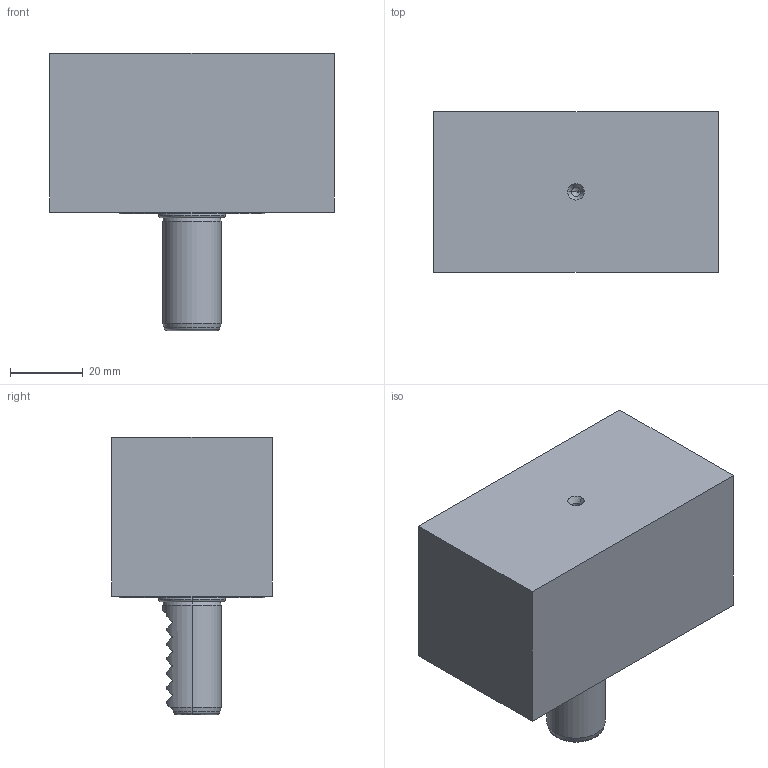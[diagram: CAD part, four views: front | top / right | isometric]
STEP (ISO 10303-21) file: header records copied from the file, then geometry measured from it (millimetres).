
FILE_DESCRIPTION (( 'STEP AP203' ), '1' );
FILE_NAME ('A1-16X44 ASSY.STEP', '2019-10-04T06:24:09', ( '' ), ( '' ), 'SwSTEP 2.0', 'SolidWorks 2017', '' );
FILE_SCHEMA (( 'CONFIG_CONTROL_DESIGN' ));
Length unit declared in the file: millimetre
Products named in the file (1): A1-16X44 ASSY
Bounding box: 78 x 44 x 76 mm (x, y, z)
Volume: 155456.7 mm3; surface area: 19764.8 mm2
Topology: 2 solids, 2 shells, 84 faces, 206 edges, 125 vertices
Faces by surface type: plane 34, cylinder 20, cone 17, torus 13
Entity records: 2592 total; most frequent: CARTESIAN_POINT 635, ORIENTED_EDGE 400, DIRECTION 390, EDGE_CURVE 200, AXIS2_PLACEMENT_3D 152, VERTEX_POINT 125, EDGE_LOOP 91, LINE 86
